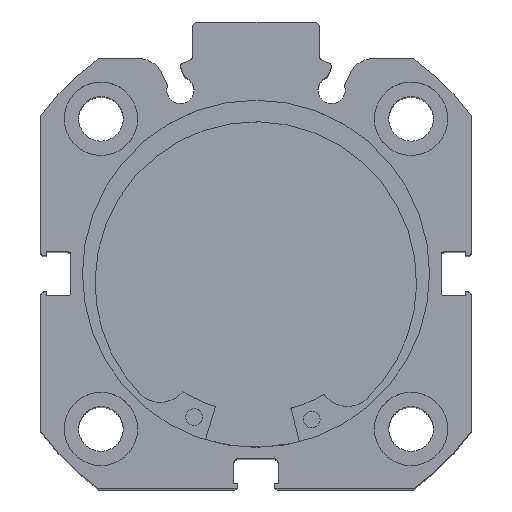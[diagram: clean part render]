
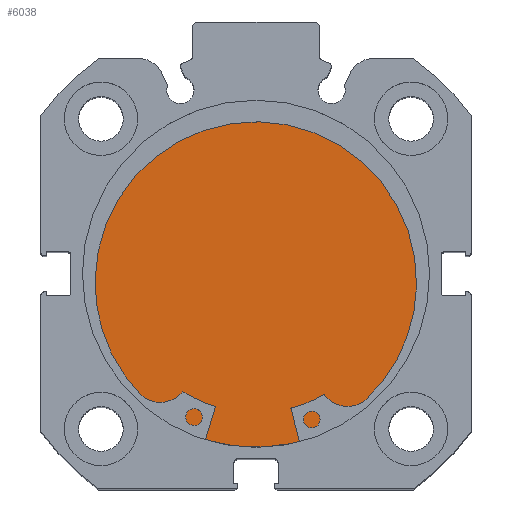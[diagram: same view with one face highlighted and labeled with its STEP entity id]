
A CAD part, top view. The second image highlights one B-rep face of the part: STEP entity #6038.
In plain terms, the highlighted face is planar.
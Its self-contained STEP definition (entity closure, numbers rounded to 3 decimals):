
#639 = CARTESIAN_POINT ( 'NONE',  ( 9., 0., 0. ) ) ;
#661 = DIRECTION ( 'NONE',  ( 0., 0., 1. ) ) ;
#662 = DIRECTION ( 'NONE',  ( -1., 0., 0. ) ) ;
#687 = DIRECTION ( 'NONE',  ( 0., 0., 1. ) ) ;
#688 = DIRECTION ( 'NONE',  ( -1., 0., 0. ) ) ;
#689 = CARTESIAN_POINT ( 'NONE',  ( 9., 0., 0. ) ) ;
#757 = EDGE_CURVE ( 'NONE', #5730, #5840, #2329, .T. ) ;
#768 = EDGE_CURVE ( 'NONE', #5840, #5730, #2345, .T. ) ;
#1170 = AXIS2_PLACEMENT_3D ( 'NONE', #639, #662, #661 ) ;
#1178 = AXIS2_PLACEMENT_3D ( 'NONE', #689, #688, #687 ) ;
#1436 = AXIS2_PLACEMENT_3D ( 'NONE', #4325, #4328, #4329 ) ;
#1733 = ORIENTED_EDGE ( 'NONE', *, *, #757, .F. ) ;
#1734 = ORIENTED_EDGE ( 'NONE', *, *, #768, .F. ) ;
#2065 = EDGE_LOOP ( 'NONE', ( #1734, #1733 ) ) ;
#2329 = CIRCLE ( 'NONE', #1170, 26. ) ;
#2345 = CIRCLE ( 'NONE', #1178, 26. ) ;
#3184 = FACE_OUTER_BOUND ( 'NONE', #2065, .T. ) ;
#3816 = CARTESIAN_POINT ( 'NONE',  ( 9., 0., -26. ) ) ;
#3926 = CARTESIAN_POINT ( 'NONE',  ( 9., 0., 26. ) ) ;
#4325 = CARTESIAN_POINT ( 'NONE',  ( 9., 26., 0. ) ) ;
#4326 = PLANE ( 'NONE',  #1436 ) ;
#4328 = DIRECTION ( 'NONE',  ( -1., 0., 0. ) ) ;
#4329 = DIRECTION ( 'NONE',  ( 0., 0., 1. ) ) ;
#5730 = VERTEX_POINT ( 'NONE', #3816 ) ;
#5840 = VERTEX_POINT ( 'NONE', #3926 ) ;
#6038 = ADVANCED_FACE ( 'NONE', ( #3184 ), #4326, .F. ) ;
